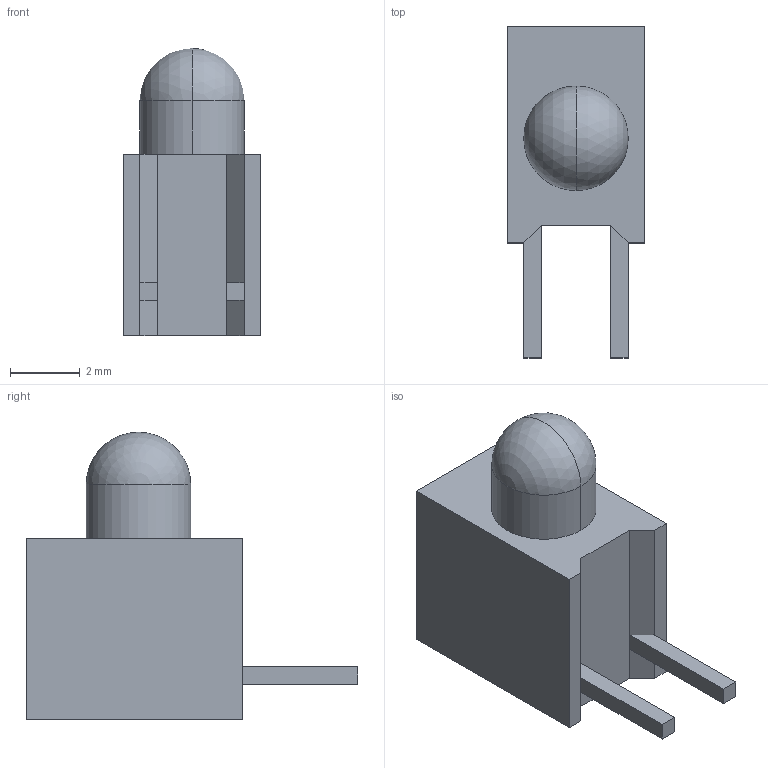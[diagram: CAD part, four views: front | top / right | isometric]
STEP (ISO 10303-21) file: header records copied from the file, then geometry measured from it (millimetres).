
FILE_DESCRIPTION (( 'STEP AP203' ), '1' );
FILE_NAME ('5600 series, ref only.STEP', '2017-11-07T22:17:59', ( '' ), ( '' ), 'SwSTEP 2.0', 'SolidWorks 2016', '' );
FILE_SCHEMA (( 'CONFIG_CONTROL_DESIGN' ));
Length unit declared in the file: inch
Products named in the file (1): 5600 series, ref only
Bounding box: 3.94 x 9.53 x 8.26 mm (x, y, z)
Volume: 142.4 mm3; surface area: 218.1 mm2
Topology: 4 solids, 4 shells, 27 faces, 60 edges, 39 vertices
Faces by surface type: plane 23, cylinder 2, sphere 2
Entity records: 781 total; most frequent: CARTESIAN_POINT 121, DIRECTION 118, ORIENTED_EDGE 112, EDGE_CURVE 56, LINE 50, VECTOR 50, VERTEX_POINT 37, AXIS2_PLACEMENT_3D 34
